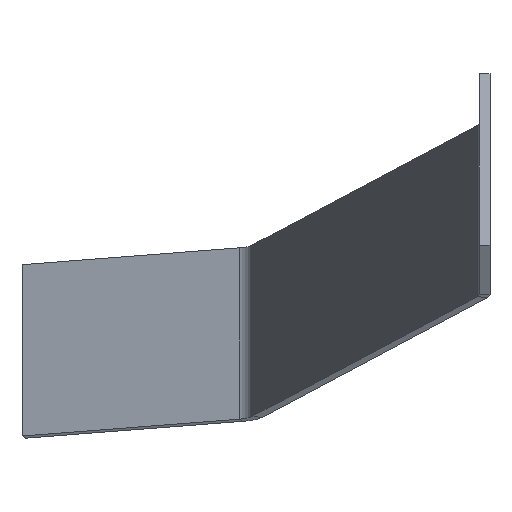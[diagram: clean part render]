
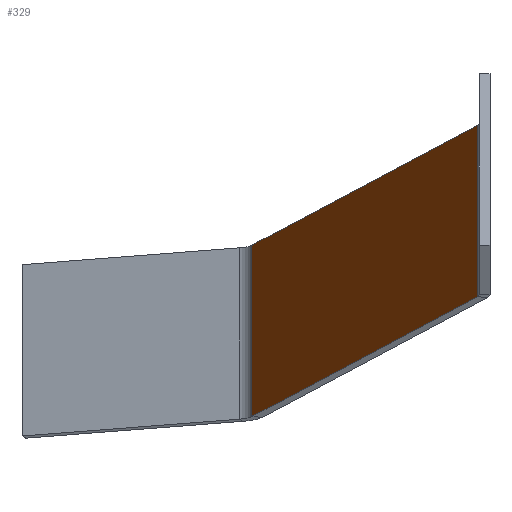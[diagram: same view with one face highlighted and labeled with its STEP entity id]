
A CAD part, top view. The second image highlights one B-rep face of the part: STEP entity #329.
In plain terms, the highlighted planar face has unit normal (-0.928, 0.079, 0.364).
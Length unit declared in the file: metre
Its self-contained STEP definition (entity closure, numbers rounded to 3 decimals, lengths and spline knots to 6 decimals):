
#60=ORIENTED_EDGE('',*,*,#140,.T.);
#61=ORIENTED_EDGE('',*,*,#138,.T.);
#62=ORIENTED_EDGE('',*,*,#141,.F.);
#63=ORIENTED_EDGE('',*,*,#135,.T.);
#135=EDGE_CURVE('',#173,#175,#203,.T.);
#138=EDGE_CURVE('',#179,#178,#206,.T.);
#140=EDGE_CURVE('',#175,#179,#208,.T.);
#141=EDGE_CURVE('',#173,#178,#209,.F.);
#173=VERTEX_POINT('',#514);
#175=VERTEX_POINT('',#518);
#178=VERTEX_POINT('',#525);
#179=VERTEX_POINT('',#527);
#203=LINE('',#519,#239);
#206=LINE('',#526,#242);
#208=LINE('',#530,#244);
#209=LINE('',#531,#245);
#239=VECTOR('',#416,1.);
#242=VECTOR('',#421,1.);
#244=VECTOR('',#425,1.);
#245=VECTOR('',#426,1.);
#267=EDGE_LOOP('',(#60,#61,#62,#63));
#289=FACE_BOUND('',#267,.T.);
#311=PLANE('',#364);
#329=ADVANCED_FACE('',(#289),#311,.T.);
#364=AXIS2_PLACEMENT_3D('',#529,#423,#424);
#416=DIRECTION('',(-0.372,-0.196,-0.907));
#421=DIRECTION('',(0.372,0.196,0.907));
#423=DIRECTION('',(-0.928,0.079,0.364));
#424=DIRECTION('',(0.365,0.,0.931));
#425=DIRECTION('',(0.,-0.977,0.211));
#426=DIRECTION('',(0.,0.977,-0.211));
#514=CARTESIAN_POINT('',(0.071209,0.622775,-0.069664));
#518=CARTESIAN_POINT('',(0.038551,0.605567,-0.149259));
#519=CARTESIAN_POINT('',(0.062684,0.618283,-0.090441));
#525=CARTESIAN_POINT('',(0.071209,0.597948,-0.064297));
#526=CARTESIAN_POINT('',(0.062684,0.593456,-0.085073));
#527=CARTESIAN_POINT('',(0.038551,0.58074,-0.143892));
#529=CARTESIAN_POINT('',(0.062684,0.618283,-0.090441));
#530=CARTESIAN_POINT('',(0.038551,0.605567,-0.149259));
#531=CARTESIAN_POINT('',(0.071209,0.622775,-0.069664));
